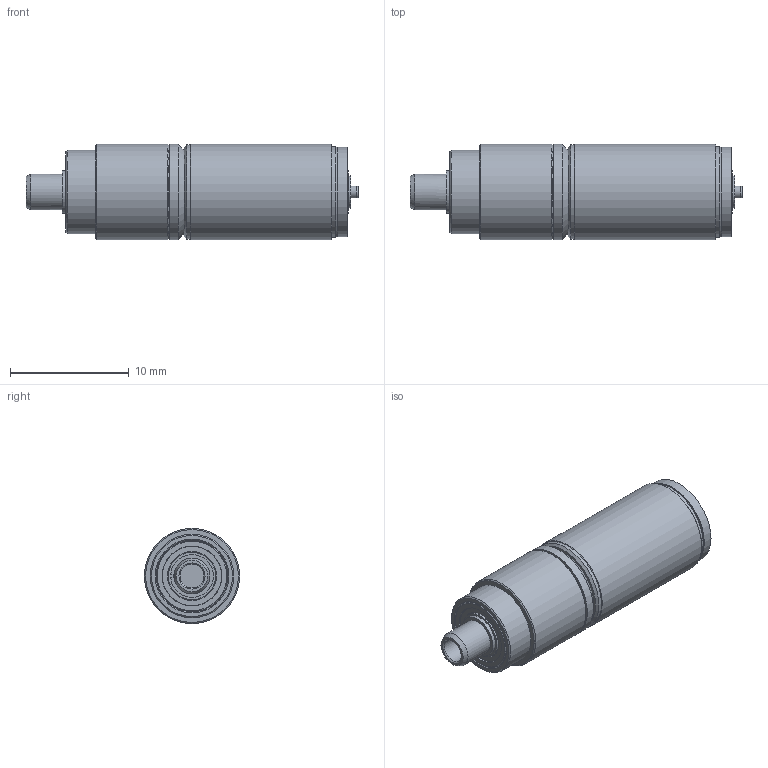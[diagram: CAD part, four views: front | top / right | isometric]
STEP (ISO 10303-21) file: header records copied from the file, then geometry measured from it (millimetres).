
FILE_DESCRIPTION(/* description */ (''),/* implementation_level */ '2;1');
FILE_NAME(/* name */ 'model_product_id46.stp',/* time_stamp */ '2018-06-26T10:43:24+02:00',/* author */ ('SD'),/* organization */ ('Micromotion GmbH Germany'),/* preprocessor_version */ 'ST-DEVELOPER v16.1',/* originating_system */ 'Autodesk Inventor 2016',/* authorisation */ '');
FILE_SCHEMA (('AUTOMOTIVE_DESIGN { 1 0 10303 214 3 1 1 }'));
Length unit declared in the file: millimetre
Products named in the file (1): model_product_id46
Bounding box: 27.9 x 8 x 8 mm (x, y, z)
Volume: 1149.8 mm3; surface area: 837.3 mm2
Topology: 1 solids, 2 shells, 188 faces, 454 edges, 292 vertices
Faces by surface type: plane 70, cylinder 55, cone 30, bspline 25, torus 8
Full cylindrical faces by diameter (mm): 0.6 x1, 0.7 x4, 0.9 x1, 1 x1, 2 x1, 2.7 x1, 3 x3, 3.978 x1, 4 x1, 4.1 x1, 4.95 x1, 5.022 x1, 6 x1, 7 x1, 7.1 x1, 7.55 x1, 7.6 x1, 7.9 x1, 8 x3
Entity records: 6765 total; most frequent: CARTESIAN_POINT 2516, DIRECTION 790, ORIENTED_EDGE 766, EDGE_CURVE 383, AXIS2_PLACEMENT_3D 315, VERTEX_POINT 275, EDGE_LOOP 266, FACE_OUTER_BOUND 188
